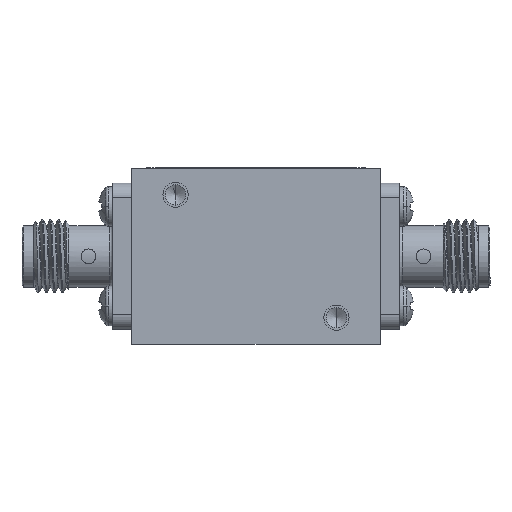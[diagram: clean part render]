
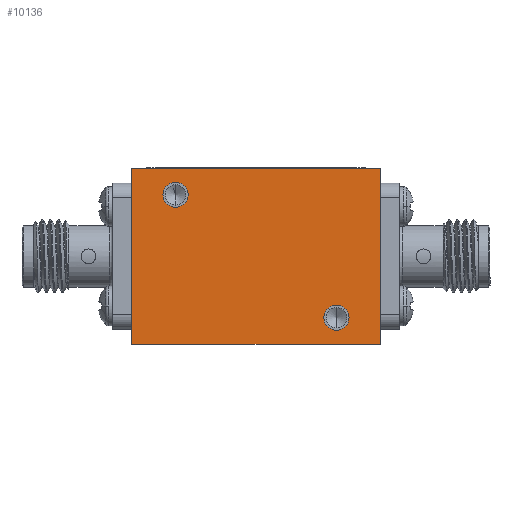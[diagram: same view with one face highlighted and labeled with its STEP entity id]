
A CAD part, front view. The second image highlights one B-rep face of the part: STEP entity #10136.
In plain terms, the highlighted planar face has unit normal (0, -1, 0).
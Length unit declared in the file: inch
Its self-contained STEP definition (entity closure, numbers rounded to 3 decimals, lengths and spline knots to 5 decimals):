
#2936 = CARTESIAN_POINT ( 'NONE',  ( -0.275, -0.28, 0.21 ) ) ;
#3150 = ORIENTED_EDGE ( 'NONE', *, *, #48526, .F. ) ;
#3171 = AXIS2_PLACEMENT_3D ( 'NONE', #45232, #25154, #66140 ) ;
#6664 = ORIENTED_EDGE ( 'NONE', *, *, #33879, .F. ) ;
#6874 = ORIENTED_EDGE ( 'NONE', *, *, #36901, .T. ) ;
#8084 = DIRECTION ( 'NONE',  ( 0., 0., -1. ) ) ;
#8322 = VERTEX_POINT ( 'NONE', #28438 ) ;
#8509 = LINE ( 'NONE', #48612, #64381 ) ;
#9151 = CIRCLE ( 'NONE', #41439, 0.043 ) ;
#9333 = CARTESIAN_POINT ( 'NONE',  ( -0.425, -0.28, -0.3 ) ) ;
#9882 = LINE ( 'NONE', #40005, #41058 ) ;
#10136 = ADVANCED_FACE ( 'NONE', ( #13634, #44777, #20837 ), #60392, .F. ) ;
#11385 = ORIENTED_EDGE ( 'NONE', *, *, #17244, .F. ) ;
#11535 = DIRECTION ( 'NONE',  ( 0., 0., -1. ) ) ;
#11592 = AXIS2_PLACEMENT_3D ( 'NONE', #2936, #64060, #8084 ) ;
#13555 = EDGE_CURVE ( 'NONE', #18493, #47501, #54850, .T. ) ;
#13634 = FACE_BOUND ( 'NONE', #27420, .T. ) ;
#13844 = CARTESIAN_POINT ( 'NONE',  ( -0.425, -0.28, 0.3 ) ) ;
#16737 = VERTEX_POINT ( 'NONE', #47172 ) ;
#17244 = EDGE_CURVE ( 'NONE', #8322, #16737, #9151, .T. ) ;
#18493 = VERTEX_POINT ( 'NONE', #26398 ) ;
#18640 = EDGE_CURVE ( 'NONE', #37079, #51428, #20263, .T. ) ;
#20263 = LINE ( 'NONE', #32653, #64971 ) ;
#20837 = FACE_OUTER_BOUND ( 'NONE', #48052, .T. ) ;
#21661 = AXIS2_PLACEMENT_3D ( 'NONE', #31904, #52144, #11535 ) ;
#22282 = DIRECTION ( 'NONE',  ( 0., 0., -1. ) ) ;
#24090 = CARTESIAN_POINT ( 'NONE',  ( -0.275, -0.28, 0.21 ) ) ;
#24433 = VERTEX_POINT ( 'NONE', #55505 ) ;
#24733 = DIRECTION ( 'NONE',  ( 0., 0., -1. ) ) ;
#24937 = CARTESIAN_POINT ( 'NONE',  ( 0.275, -0.28, -0.21 ) ) ;
#25154 = DIRECTION ( 'NONE',  ( 0., 1., 0. ) ) ;
#25490 = VERTEX_POINT ( 'NONE', #64487 ) ;
#25500 = EDGE_CURVE ( 'NONE', #25490, #51428, #9882, .T. ) ;
#26398 = CARTESIAN_POINT ( 'NONE',  ( 0.275, -0.28, -0.167 ) ) ;
#27420 = EDGE_LOOP ( 'NONE', ( #11385, #3150 ) ) ;
#27700 = DIRECTION ( 'NONE',  ( 1., 0., 0. ) ) ;
#28438 = CARTESIAN_POINT ( 'NONE',  ( -0.275, -0.28, 0.167 ) ) ;
#30086 = DIRECTION ( 'NONE',  ( 0., -1., 0. ) ) ;
#31904 = CARTESIAN_POINT ( 'NONE',  ( 0.275, -0.28, -0.21 ) ) ;
#32653 = CARTESIAN_POINT ( 'NONE',  ( -0.425, -0.28, -0.3 ) ) ;
#33879 = EDGE_CURVE ( 'NONE', #24433, #25490, #46237, .T. ) ;
#33973 = CIRCLE ( 'NONE', #11592, 0.043 ) ;
#35149 = DIRECTION ( 'NONE',  ( 1., 0., 0. ) ) ;
#36901 = EDGE_CURVE ( 'NONE', #24433, #37079, #8509, .T. ) ;
#37079 = VERTEX_POINT ( 'NONE', #9333 ) ;
#37344 = CARTESIAN_POINT ( 'NONE',  ( 0.275, -0.28, -0.253 ) ) ;
#38491 = EDGE_LOOP ( 'NONE', ( #41962, #55193 ) ) ;
#39249 = CIRCLE ( 'NONE', #21661, 0.043 ) ;
#40005 = CARTESIAN_POINT ( 'NONE',  ( 0.425, -0.28, 0.3 ) ) ;
#41058 = VECTOR ( 'NONE', #55111, 39.37008 ) ;
#41439 = AXIS2_PLACEMENT_3D ( 'NONE', #24090, #52803, #22282 ) ;
#41962 = ORIENTED_EDGE ( 'NONE', *, *, #43989, .F. ) ;
#43989 = EDGE_CURVE ( 'NONE', #47501, #18493, #39249, .T. ) ;
#44416 = DIRECTION ( 'NONE',  ( 0., 0., -1. ) ) ;
#44777 = FACE_BOUND ( 'NONE', #38491, .T. ) ;
#45232 = CARTESIAN_POINT ( 'NONE',  ( -0.425, -0.28, 0.3 ) ) ;
#46237 = LINE ( 'NONE', #13844, #62970 ) ;
#46469 = AXIS2_PLACEMENT_3D ( 'NONE', #24937, #30086, #24733 ) ;
#47172 = CARTESIAN_POINT ( 'NONE',  ( -0.275, -0.28, 0.253 ) ) ;
#47501 = VERTEX_POINT ( 'NONE', #37344 ) ;
#48052 = EDGE_LOOP ( 'NONE', ( #61689, #62405, #6664, #6874 ) ) ;
#48526 = EDGE_CURVE ( 'NONE', #16737, #8322, #33973, .T. ) ;
#48612 = CARTESIAN_POINT ( 'NONE',  ( -0.425, -0.28, 0.3 ) ) ;
#51428 = VERTEX_POINT ( 'NONE', #65202 ) ;
#52144 = DIRECTION ( 'NONE',  ( 0., -1., 0. ) ) ;
#52803 = DIRECTION ( 'NONE',  ( 0., -1., 0. ) ) ;
#54850 = CIRCLE ( 'NONE', #46469, 0.043 ) ;
#55111 = DIRECTION ( 'NONE',  ( 0., 0., -1. ) ) ;
#55193 = ORIENTED_EDGE ( 'NONE', *, *, #13555, .F. ) ;
#55505 = CARTESIAN_POINT ( 'NONE',  ( -0.425, -0.28, 0.3 ) ) ;
#60392 = PLANE ( 'NONE',  #3171 ) ;
#61689 = ORIENTED_EDGE ( 'NONE', *, *, #18640, .T. ) ;
#62405 = ORIENTED_EDGE ( 'NONE', *, *, #25500, .F. ) ;
#62970 = VECTOR ( 'NONE', #35149, 39.37008 ) ;
#64060 = DIRECTION ( 'NONE',  ( 0., -1., 0. ) ) ;
#64381 = VECTOR ( 'NONE', #44416, 39.37008 ) ;
#64487 = CARTESIAN_POINT ( 'NONE',  ( 0.425, -0.28, 0.3 ) ) ;
#64971 = VECTOR ( 'NONE', #27700, 39.37008 ) ;
#65202 = CARTESIAN_POINT ( 'NONE',  ( 0.425, -0.28, -0.3 ) ) ;
#66140 = DIRECTION ( 'NONE',  ( 0., 0., 1. ) ) ;
